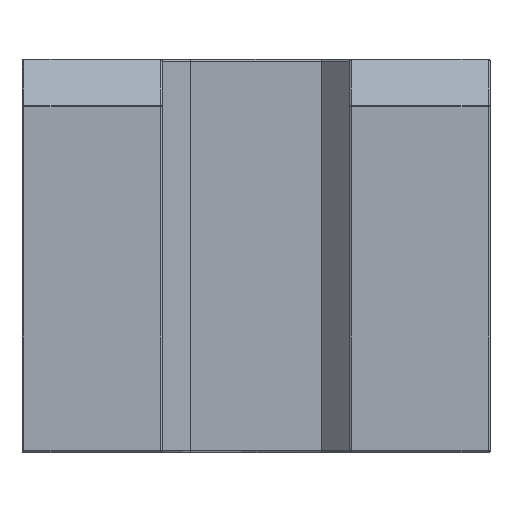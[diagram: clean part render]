
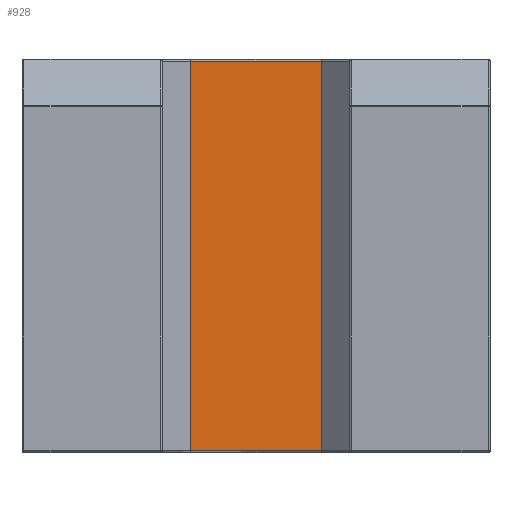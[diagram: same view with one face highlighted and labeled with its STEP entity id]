
A CAD part, top view. The second image highlights one B-rep face of the part: STEP entity #928.
In plain terms, the highlighted planar face has unit normal (0, 0, 1).
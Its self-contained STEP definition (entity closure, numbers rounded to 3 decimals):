
#928=ADVANCED_FACE('NONE',(#1486),#1487,.F.);
#1486=FACE_OUTER_BOUND('',#1970,.T.);
#1487=PLANE('',#1971);
#1970=EDGE_LOOP('',(#2839,#2840,#2841,#2842));
#1971=AXIS2_PLACEMENT_3D('',#2843,#2844,#2845);
#2839=ORIENTED_EDGE('',*,*,#3775,.F.);
#2840=ORIENTED_EDGE('',*,*,#3776,.T.);
#2841=ORIENTED_EDGE('',*,*,#3777,.F.);
#2842=ORIENTED_EDGE('',*,*,#3778,.T.);
#2843=CARTESIAN_POINT('',(-0.7,3.1,2.4));
#2844=DIRECTION('',(0.0,0.0,-1.0));
#2845=DIRECTION('',(0.0,-1.0,0.0));
#3775=EDGE_CURVE('NONE',#4180,#4181,#4182,.T.);
#3776=EDGE_CURVE('NONE',#4180,#4183,#4184,.T.);
#3777=EDGE_CURVE('NONE',#4185,#4183,#4186,.T.);
#3778=EDGE_CURVE('NONE',#4185,#4181,#4187,.T.);
#4180=VERTEX_POINT('NONE',#4548);
#4181=VERTEX_POINT('NONE',#4549);
#4182=LINE('',#4550,#4551);
#4183=VERTEX_POINT('NONE',#4552);
#4184=LINE('',#4553,#4554);
#4185=VERTEX_POINT('NONE',#4555);
#4186=LINE('',#4556,#4557);
#4187=LINE('',#4558,#4559);
#4548=CARTESIAN_POINT('',(0.7,-2.08,2.4));
#4549=CARTESIAN_POINT('',(-0.7,-2.08,2.4));
#4550=CARTESIAN_POINT('',(-0.7,-2.08,2.4));
#4551=VECTOR('',#4999,1000.0);
#4552=CARTESIAN_POINT('',(0.7,2.08,2.4));
#4553=CARTESIAN_POINT('',(0.7,3.1,2.4));
#4554=VECTOR('',#5000,1000.0);
#4555=CARTESIAN_POINT('',(-0.7,2.08,2.4));
#4556=CARTESIAN_POINT('',(-0.7,2.08,2.4));
#4557=VECTOR('',#5001,1000.0);
#4558=CARTESIAN_POINT('',(-0.7,3.1,2.4));
#4559=VECTOR('',#5002,1000.0);
#4999=DIRECTION('',(-1.0,0.0,-0.0));
#5000=DIRECTION('',(0.0,1.0,0.0));
#5001=DIRECTION('',(1.0,-0.0,0.0));
#5002=DIRECTION('',(-0.0,-1.0,0.0));
